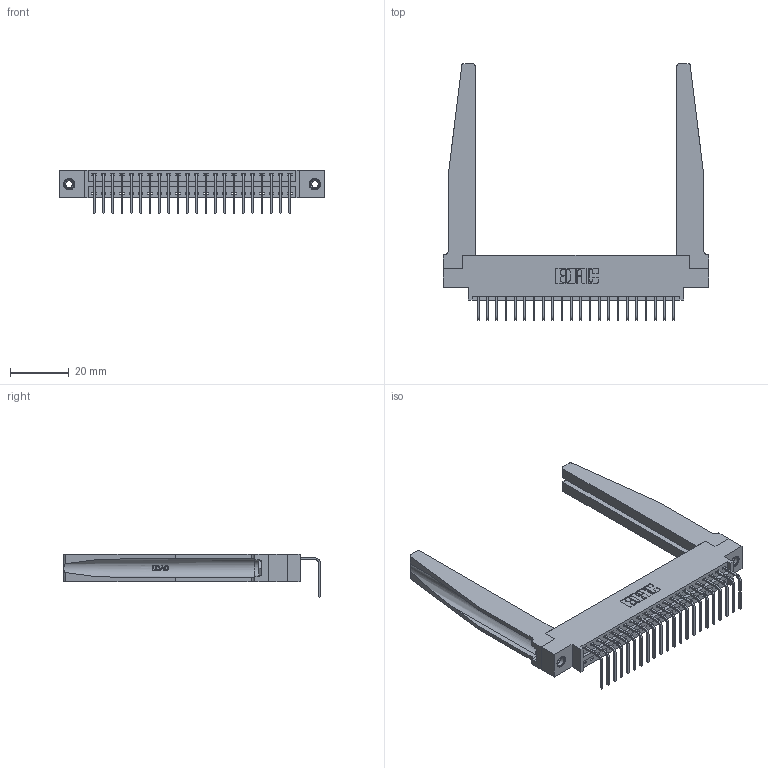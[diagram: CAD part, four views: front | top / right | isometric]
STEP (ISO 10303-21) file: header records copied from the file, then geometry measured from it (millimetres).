
FILE_DESCRIPTION (( 'STEP AP203' ), '1' );
FILE_NAME ('346-022-558-678.STEP', '2022-05-05T20:13:02', ( '' ), ( '' ), 'SwSTEP 2.0', 'SolidWorks 2020', '' );
FILE_SCHEMA (( 'CONFIG_CONTROL_DESIGN' ));
Length unit declared in the file: inch
Products named in the file (5): 346-220-078_345-220-078; 345-250-001_345-250-001-102; 346 Part_0.170 Offset - 0.156 Dia-TH; 346-022-558-678; 345-292-001_558 Tail - 2
Assembly tree (27 placements, depth 2):
  346-022-558-678
    346 Part_0.170 Offset - 0.156 Dia-TH
    345-292-001_558 Tail - 2  x22
    346-220-078_345-220-078  x2
    345-250-001_345-250-001-102  x2
Bounding box: 90.42 x 87.44 x 14.73 mm (x, y, z)
Volume: 15327.2 mm3; surface area: 17476.1 mm2
Topology: 27 solids, 27 shells, 1694 faces, 4989 edges, 3286 vertices
Faces by surface type: plane 1160, cylinder 482, bspline 36, cone 12, torus 4
Entity records: 21726 total; most frequent: CARTESIAN_POINT 4647, ORIENTED_EDGE 3490, DIRECTION 3107, EDGE_CURVE 1745, LINE 1431, VECTOR 1431, VERTEX_POINT 1156, AXIS2_PLACEMENT_3D 838
